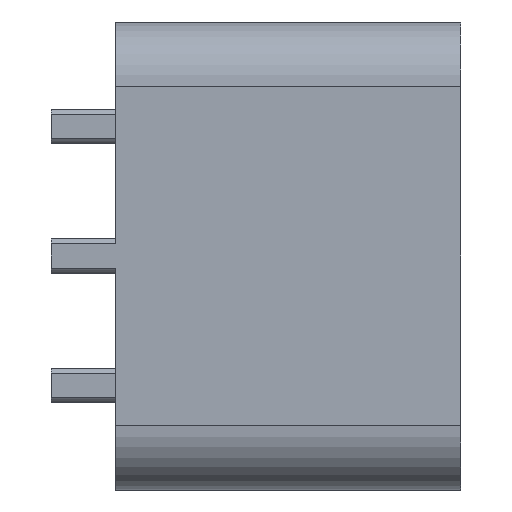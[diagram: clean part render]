
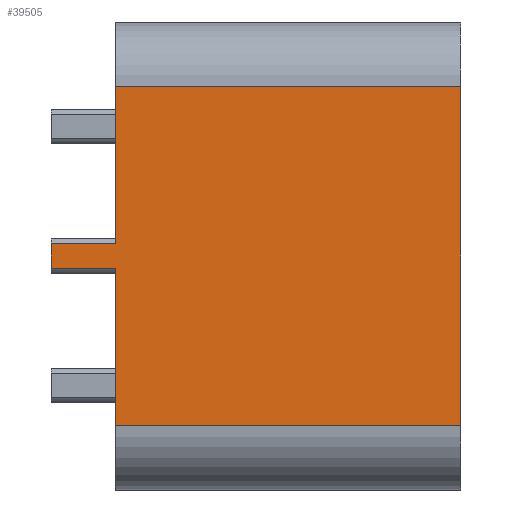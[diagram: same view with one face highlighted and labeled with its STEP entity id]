
A CAD part, front view. The second image highlights one B-rep face of the part: STEP entity #39505.
In plain terms, the highlighted planar face has unit normal (0, -1, 0).
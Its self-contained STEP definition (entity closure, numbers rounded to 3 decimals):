
#39451=AXIS2_PLACEMENT_3D('Plane Axis2P3D',#39448,#39449,#39450) ;
#10405=CARTESIAN_POINT('Line Origine',(0.,-19.6,-0.342)) ;
#10409=CARTESIAN_POINT('Vertex',(0.,-19.6,-0.283)) ;
#10411=CARTESIAN_POINT('Vertex',(0.,-19.6,-0.4)) ;
#10465=CARTESIAN_POINT('Vertex',(0.,-19.6,-3.925)) ;
#10468=CARTESIAN_POINT('Line Origine',(0.,-19.6,-2.163)) ;
#10497=CARTESIAN_POINT('Vertex',(8.,-19.6,-3.925)) ;
#10500=CARTESIAN_POINT('Line Origine',(4.,-19.6,-3.925)) ;
#10544=CARTESIAN_POINT('Vertex',(8.,-19.6,3.925)) ;
#10547=CARTESIAN_POINT('Line Origine',(8.,-19.6,0.)) ;
#39448=CARTESIAN_POINT('Axis2P3D Location',(0.,-19.6,5.425)) ;
#39453=CARTESIAN_POINT('Line Origine',(0.,-19.6,0.342)) ;
#39457=CARTESIAN_POINT('Vertex',(0.,-19.6,0.4)) ;
#39459=CARTESIAN_POINT('Vertex',(0.,-19.6,0.283)) ;
#39462=CARTESIAN_POINT('Line Origine',(-0.75,-19.6,0.283)) ;
#39466=CARTESIAN_POINT('Vertex',(-1.5,-19.6,0.283)) ;
#39469=CARTESIAN_POINT('Line Origine',(-1.5,-19.6,0.)) ;
#39473=CARTESIAN_POINT('Vertex',(-1.5,-19.6,-0.283)) ;
#39476=CARTESIAN_POINT('Line Origine',(-0.75,-19.6,-0.283)) ;
#39481=CARTESIAN_POINT('Line Origine',(4.,-19.6,3.925)) ;
#39485=CARTESIAN_POINT('Vertex',(0.,-19.6,3.925)) ;
#39488=CARTESIAN_POINT('Line Origine',(0.,-19.6,2.163)) ;
#10406=DIRECTION('Vector Direction',(0.,0.,-1.)) ;
#10469=DIRECTION('Vector Direction',(0.,0.,-1.)) ;
#10501=DIRECTION('Vector Direction',(1.,0.,0.)) ;
#10548=DIRECTION('Vector Direction',(0.,0.,-1.)) ;
#39449=DIRECTION('Axis2P3D Direction',(0.,-1.,0.)) ;
#39450=DIRECTION('Axis2P3D XDirection',(0.,0.,-1.)) ;
#39454=DIRECTION('Vector Direction',(0.,0.,-1.)) ;
#39463=DIRECTION('Vector Direction',(1.,0.,0.)) ;
#39470=DIRECTION('Vector Direction',(0.,0.,-1.)) ;
#39477=DIRECTION('Vector Direction',(1.,0.,0.)) ;
#39482=DIRECTION('Vector Direction',(1.,0.,0.)) ;
#39489=DIRECTION('Vector Direction',(0.,0.,-1.)) ;
#10407=VECTOR('Line Direction',#10406,1.) ;
#10470=VECTOR('Line Direction',#10469,1.) ;
#10502=VECTOR('Line Direction',#10501,1.) ;
#10549=VECTOR('Line Direction',#10548,1.) ;
#39455=VECTOR('Line Direction',#39454,1.) ;
#39464=VECTOR('Line Direction',#39463,1.) ;
#39471=VECTOR('Line Direction',#39470,1.) ;
#39478=VECTOR('Line Direction',#39477,1.) ;
#39483=VECTOR('Line Direction',#39482,1.) ;
#39490=VECTOR('Line Direction',#39489,1.) ;
#39494=ORIENTED_EDGE('',*,*,#39461,.T.) ;
#39495=ORIENTED_EDGE('',*,*,#39468,.F.) ;
#39496=ORIENTED_EDGE('',*,*,#39475,.F.) ;
#39497=ORIENTED_EDGE('',*,*,#39480,.T.) ;
#39498=ORIENTED_EDGE('',*,*,#10413,.T.) ;
#39499=ORIENTED_EDGE('',*,*,#10472,.T.) ;
#39500=ORIENTED_EDGE('',*,*,#10504,.T.) ;
#39501=ORIENTED_EDGE('',*,*,#10551,.F.) ;
#39502=ORIENTED_EDGE('',*,*,#39487,.F.) ;
#39503=ORIENTED_EDGE('',*,*,#39492,.T.) ;
#39505=ADVANCED_FACE('PartBody',(#39504),#39452,.T.) ;
#10413=EDGE_CURVE('',#10410,#10412,#10408,.T.) ;
#10472=EDGE_CURVE('',#10412,#10466,#10471,.T.) ;
#10504=EDGE_CURVE('',#10466,#10498,#10503,.T.) ;
#10551=EDGE_CURVE('',#10545,#10498,#10550,.T.) ;
#39461=EDGE_CURVE('',#39458,#39460,#39456,.T.) ;
#39468=EDGE_CURVE('',#39467,#39460,#39465,.T.) ;
#39475=EDGE_CURVE('',#39474,#39467,#39472,.F.) ;
#39480=EDGE_CURVE('',#39474,#10410,#39479,.T.) ;
#39487=EDGE_CURVE('',#39486,#10545,#39484,.T.) ;
#39492=EDGE_CURVE('',#39486,#39458,#39491,.T.) ;
#39493=EDGE_LOOP('',(#39494,#39495,#39496,#39497,#39498,#39499,#39500,#39501,#39502,#39503)) ;
#39504=FACE_OUTER_BOUND('',#39493,.T.) ;
#10408=LINE('Line',#10405,#10407) ;
#10471=LINE('Line',#10468,#10470) ;
#10503=LINE('Line',#10500,#10502) ;
#10550=LINE('Line',#10547,#10549) ;
#39456=LINE('Line',#39453,#39455) ;
#39465=LINE('Line',#39462,#39464) ;
#39472=LINE('Line',#39469,#39471) ;
#39479=LINE('Line',#39476,#39478) ;
#39484=LINE('Line',#39481,#39483) ;
#39491=LINE('Line',#39488,#39490) ;
#39452=PLANE('',#39451) ;
#10410=VERTEX_POINT('',#10409) ;
#10412=VERTEX_POINT('',#10411) ;
#10466=VERTEX_POINT('',#10465) ;
#10498=VERTEX_POINT('',#10497) ;
#10545=VERTEX_POINT('',#10544) ;
#39458=VERTEX_POINT('',#39457) ;
#39460=VERTEX_POINT('',#39459) ;
#39467=VERTEX_POINT('',#39466) ;
#39474=VERTEX_POINT('',#39473) ;
#39486=VERTEX_POINT('',#39485) ;
